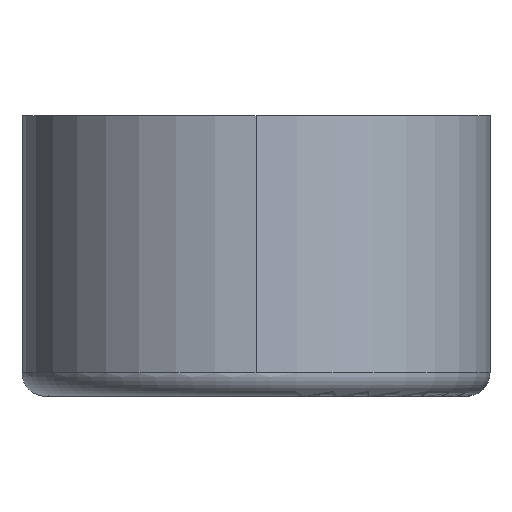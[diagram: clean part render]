
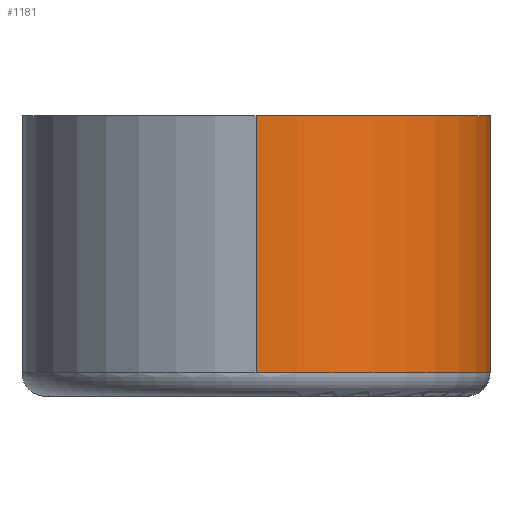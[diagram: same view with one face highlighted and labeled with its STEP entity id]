
A CAD part, left-side view. The second image highlights one B-rep face of the part: STEP entity #1181.
In plain terms, the highlighted cylindrical face has radius 10.005 mm (diameter 20.01 mm), a partial arc.
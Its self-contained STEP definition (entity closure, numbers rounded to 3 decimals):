
#6 = CARTESIAN_POINT ( 'NONE',  ( -24.765, -10.005, 1. ) ) ;
#40 = AXIS2_PLACEMENT_3D ( 'NONE', #886, #54, #1026 ) ;
#54 = DIRECTION ( 'NONE',  ( 0., 0., 1. ) ) ;
#108 = CIRCLE ( 'NONE', #40, 10.005 ) ;
#132 = VERTEX_POINT ( 'NONE', #280 ) ;
#265 = LINE ( 'NONE', #1306, #1300 ) ;
#280 = CARTESIAN_POINT ( 'NONE',  ( -24.765, -10.005, 12. ) ) ;
#300 = EDGE_LOOP ( 'NONE', ( #451, #1146, #569, #1336 ) ) ;
#306 = EDGE_CURVE ( 'NONE', #1011, #1238, #108, .T. ) ;
#381 = CARTESIAN_POINT ( 'NONE',  ( -24.765, -10.005, 6. ) ) ;
#451 = ORIENTED_EDGE ( 'NONE', *, *, #518, .F. ) ;
#490 = CIRCLE ( 'NONE', #1741, 10.005 ) ;
#518 = EDGE_CURVE ( 'NONE', #706, #132, #490, .T. ) ;
#569 = ORIENTED_EDGE ( 'NONE', *, *, #306, .T. ) ;
#658 = CARTESIAN_POINT ( 'NONE',  ( -24.765, 0., 12. ) ) ;
#667 = DIRECTION ( 'NONE',  ( 0., 0., -1. ) ) ;
#706 = VERTEX_POINT ( 'NONE', #824 ) ;
#791 = DIRECTION ( 'NONE',  ( 1., 0., 0. ) ) ;
#824 = CARTESIAN_POINT ( 'NONE',  ( -34.77, 0., 12. ) ) ;
#825 = CARTESIAN_POINT ( 'NONE',  ( -24.765, 0., 6. ) ) ;
#886 = CARTESIAN_POINT ( 'NONE',  ( -24.765, 0., 1. ) ) ;
#897 = CYLINDRICAL_SURFACE ( 'NONE', #1537, 10.005 ) ;
#937 = FACE_OUTER_BOUND ( 'NONE', #300, .T. ) ;
#1011 = VERTEX_POINT ( 'NONE', #1493 ) ;
#1026 = DIRECTION ( 'NONE',  ( 1., 0., 0. ) ) ;
#1056 = EDGE_CURVE ( 'NONE', #132, #1238, #1827, .T. ) ;
#1115 = DIRECTION ( 'NONE',  ( 0., 0., -1. ) ) ;
#1146 = ORIENTED_EDGE ( 'NONE', *, *, #1348, .T. ) ;
#1181 = ADVANCED_FACE ( 'NONE', ( #937 ), #897, .T. ) ;
#1238 = VERTEX_POINT ( 'NONE', #6 ) ;
#1300 = VECTOR ( 'NONE', #1448, 1000. ) ;
#1306 = CARTESIAN_POINT ( 'NONE',  ( -34.77, 0., 6. ) ) ;
#1336 = ORIENTED_EDGE ( 'NONE', *, *, #1056, .F. ) ;
#1348 = EDGE_CURVE ( 'NONE', #706, #1011, #265, .T. ) ;
#1440 = VECTOR ( 'NONE', #667, 1000. ) ;
#1448 = DIRECTION ( 'NONE',  ( 0., 0., -1. ) ) ;
#1493 = CARTESIAN_POINT ( 'NONE',  ( -34.77, 0., 1. ) ) ;
#1537 = AXIS2_PLACEMENT_3D ( 'NONE', #825, #1115, #1540 ) ;
#1540 = DIRECTION ( 'NONE',  ( -1., 0., 0. ) ) ;
#1650 = DIRECTION ( 'NONE',  ( 0., 0., 1. ) ) ;
#1741 = AXIS2_PLACEMENT_3D ( 'NONE', #658, #1650, #791 ) ;
#1827 = LINE ( 'NONE', #381, #1440 ) ;
